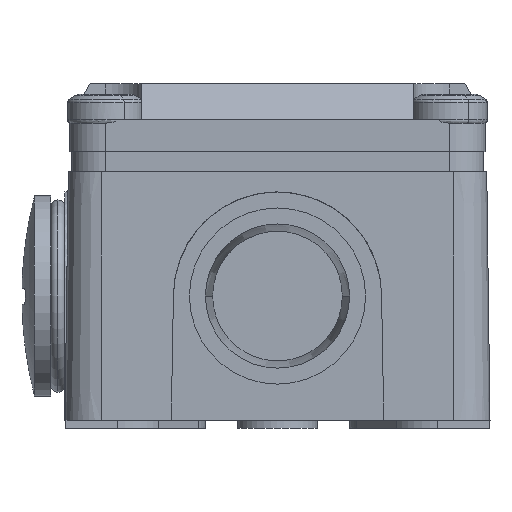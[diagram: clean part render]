
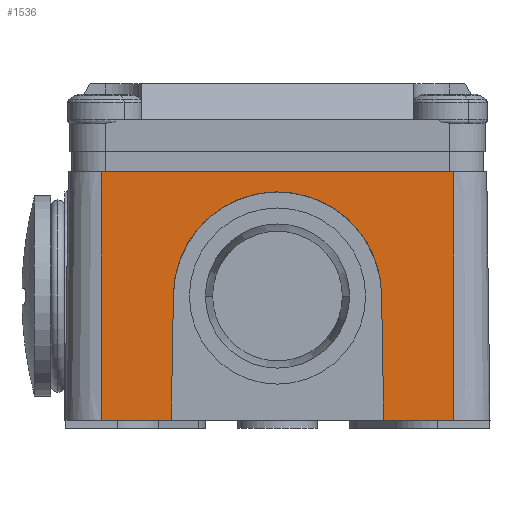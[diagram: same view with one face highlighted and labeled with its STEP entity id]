
A CAD part, front view. The second image highlights one B-rep face of the part: STEP entity #1536.
In plain terms, the highlighted planar face has unit normal (0, -1, 0.013).
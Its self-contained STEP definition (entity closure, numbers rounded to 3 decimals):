
#1536=ADVANCED_FACE('',(#3100,#3101),#3102,.T.);
#3100=FACE_OUTER_BOUND('',#4670,.T.);
#3101=FACE_BOUND('',#4671,.T.);
#3102=PLANE('',#4672);
#4670=EDGE_LOOP('',(#9120,#9121,#9122,#9123));
#4671=EDGE_LOOP('',(#9124,#9125,#9126,#9127));
#4672=AXIS2_PLACEMENT_3D('',#9128,#9129,#9130);
#9120=ORIENTED_EDGE('',*,*,#10719,.T.);
#9121=ORIENTED_EDGE('',*,*,#11055,.F.);
#9122=ORIENTED_EDGE('',*,*,#10955,.F.);
#9123=ORIENTED_EDGE('',*,*,#11053,.T.);
#9124=ORIENTED_EDGE('',*,*,#10858,.T.);
#9125=ORIENTED_EDGE('',*,*,#10854,.T.);
#9126=ORIENTED_EDGE('',*,*,#10865,.T.);
#9127=ORIENTED_EDGE('',*,*,#10862,.T.);
#9128=CARTESIAN_POINT('',(53.952,0.999,1.0));
#9129=DIRECTION('',(0.0,-1.,0.013));
#9130=DIRECTION('',(0.0,0.013,1.));
#10719=EDGE_CURVE('',#13152,#13150,#13153,.T.);
#10854=EDGE_CURVE('',#13340,#13341,#13342,.T.);
#10858=EDGE_CURVE('',#13347,#13340,#13348,.T.);
#10862=EDGE_CURVE('',#13353,#13347,#13354,.T.);
#10865=EDGE_CURVE('',#13341,#13353,#13357,.T.);
#10955=EDGE_CURVE('',#13489,#13491,#13492,.T.);
#11053=EDGE_CURVE('',#13489,#13152,#13625,.T.);
#11055=EDGE_CURVE('',#13491,#13150,#13627,.T.);
#13150=VERTEX_POINT('',#16828);
#13152=VERTEX_POINT('',#16830);
#13153=LINE('',#16831,#16832);
#13340=VERTEX_POINT('',#17172);
#13341=VERTEX_POINT('',#17173);
#13342=LINE('',#17174,#17175);
#13347=VERTEX_POINT('',#17182);
#13348=ELLIPSE('',#17183,13.001,13.0);
#13353=VERTEX_POINT('',#17189);
#13354=LINE('',#17190,#17191);
#13357=LINE('',#17195,#17196);
#13489=VERTEX_POINT('',#17388);
#13491=VERTEX_POINT('',#17390);
#13492=LINE('',#17391,#17392);
#13625=LINE('',#17575,#17576);
#13627=LINE('',#17578,#17579);
#16828=CARTESIAN_POINT('',(9.869,1.405,32.0));
#16830=CARTESIAN_POINT('',(53.952,1.405,32.0));
#16831=CARTESIAN_POINT('',(53.952,1.405,32.0));
#16832=VECTOR('',#19593,1.0);
#17172=CARTESIAN_POINT('',(44.908,1.205,16.727));
#17173=CARTESIAN_POINT('',(45.183,0.999,1.001));
#17174=CARTESIAN_POINT('',(45.116,1.049,4.855));
#17175=VECTOR('',#19731,1.0);
#17182=CARTESIAN_POINT('',(18.912,1.205,16.727));
#17183=AXIS2_PLACEMENT_3D('',#19734,#19735,#19736);
#17189=CARTESIAN_POINT('',(18.638,0.999,1.001));
#17190=CARTESIAN_POINT('',(18.712,1.054,5.239));
#17191=VECTOR('',#19741,1.0);
#17195=CARTESIAN_POINT('',(42.931,0.999,1.001));
#17196=VECTOR('',#19743,1.0);
#17388=CARTESIAN_POINT('',(53.952,0.999,1.0));
#17390=CARTESIAN_POINT('',(9.869,0.999,1.0));
#17391=CARTESIAN_POINT('',(53.952,0.999,1.0));
#17392=VECTOR('',#19858,1.0);
#17575=CARTESIAN_POINT('',(53.952,0.999,1.0));
#17576=VECTOR('',#19957,1.0);
#17578=CARTESIAN_POINT('',(9.869,0.999,1.0));
#17579=VECTOR('',#19958,1.0);
#19593=DIRECTION('',(-1.0,0.0,0.0));
#19731=DIRECTION('',(0.017,-0.013,-1.));
#19734=CARTESIAN_POINT('',(31.91,1.202,16.5));
#19735=DIRECTION('',(0.,1.,-0.013));
#19736=DIRECTION('',(0.,0.013,1.));
#19741=DIRECTION('',(0.017,0.013,1.));
#19743=DIRECTION('',(-1.0,0.0,-0.0));
#19858=DIRECTION('',(-1.0,0.0,0.0));
#19957=DIRECTION('',(0.0,0.013,1.));
#19958=DIRECTION('',(0.,0.013,1.));
